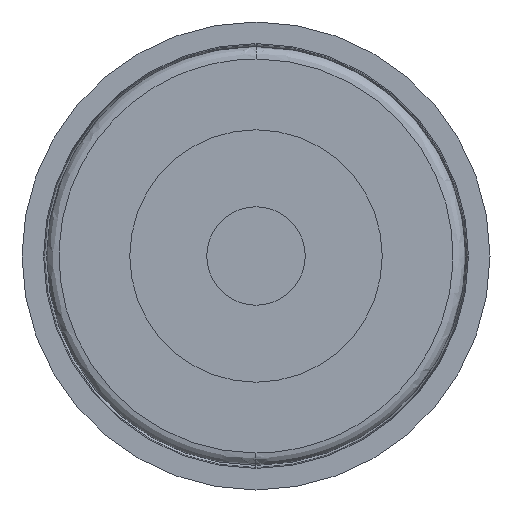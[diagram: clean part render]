
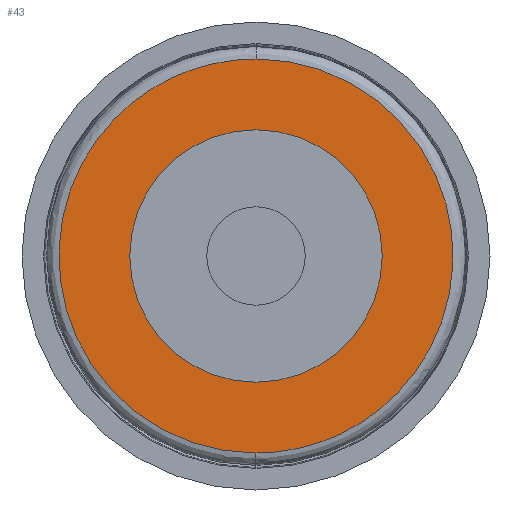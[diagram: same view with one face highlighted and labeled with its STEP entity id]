
A CAD part, front view. The second image highlights one B-rep face of the part: STEP entity #43.
In plain terms, the highlighted planar face has unit normal (0, -1, 0).
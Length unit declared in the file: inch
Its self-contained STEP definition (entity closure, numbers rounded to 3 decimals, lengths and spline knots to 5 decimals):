
#43 = ADVANCED_FACE ( 'NONE', ( #2810, #4840 ), #2273, .T. ) ;
#76 = DIRECTION ( 'NONE',  ( 0., 1., 0. ) ) ;
#237 = ORIENTED_EDGE ( 'NONE', *, *, #2060, .F. ) ;
#247 =( BOUNDED_CURVE ( )  B_SPLINE_CURVE ( 3, ( #4822, #2147, #619, #3309 ),
 .UNSPECIFIED., .F., .F. ) 
 B_SPLINE_CURVE_WITH_KNOTS ( ( 4, 4 ),
 ( 0., 1. ),
 .UNSPECIFIED. ) 
 CURVE ( )  GEOMETRIC_REPRESENTATION_ITEM ( )  RATIONAL_B_SPLINE_CURVE ( ( 1., 0.333, 0.333, 1. ) ) 
 REPRESENTATION_ITEM ( '' )  );
#343 = DIRECTION ( 'NONE',  ( 0., 0., -1. ) ) ;
#584 = VERTEX_POINT ( 'NONE', #2458 ) ;
#619 = CARTESIAN_POINT ( 'NONE',  ( -1.03442, 0.8464, 3.5127 ) ) ;
#685 = CARTESIAN_POINT ( 'NONE',  ( 1.48526, 0.8464, 1.44577 ) ) ;
#729 = CARTESIAN_POINT ( 'NONE',  ( 2.29235, 0.8464, 2.25286 ) ) ;
#854 = CIRCLE ( 'NONE', #4228, 0.80709 ) ;
#915 = VERTEX_POINT ( 'NONE', #1553 ) ;
#1032 = CARTESIAN_POINT ( 'NONE',  ( 1.48526, 0.8464, 3.5127 ) ) ;
#1243 = EDGE_LOOP ( 'NONE', ( #1595, #237 ) ) ;
#1419 = CARTESIAN_POINT ( 'NONE',  ( 4.00495, 0.8464, 0.99302 ) ) ;
#1553 = CARTESIAN_POINT ( 'NONE',  ( 1.48526, 0.8464, 0.99302 ) ) ;
#1595 = ORIENTED_EDGE ( 'NONE', *, *, #4596, .F. ) ;
#1792 = AXIS2_PLACEMENT_3D ( 'NONE', #729, #3043, #343 ) ;
#1998 = CARTESIAN_POINT ( 'NONE',  ( 1.48526, 0.8464, 3.05995 ) ) ;
#2060 = EDGE_CURVE ( 'NONE', #915, #584, #247, .T. ) ;
#2086 = DIRECTION ( 'NONE',  ( 0., 1., 0. ) ) ;
#2147 = CARTESIAN_POINT ( 'NONE',  ( -1.03442, 0.8464, 0.99302 ) ) ;
#2258 = VERTEX_POINT ( 'NONE', #685 ) ;
#2273 = PLANE ( 'NONE',  #1792 ) ;
#2398 = CARTESIAN_POINT ( 'NONE',  ( 1.48526, 0.8464, 2.25286 ) ) ;
#2410 = EDGE_CURVE ( 'NONE', #2438, #2258, #4573, .T. ) ;
#2438 = VERTEX_POINT ( 'NONE', #1998 ) ;
#2458 = CARTESIAN_POINT ( 'NONE',  ( 1.48526, 0.8464, 3.5127 ) ) ;
#2780 = DIRECTION ( 'NONE',  ( 0., 0., -1. ) ) ;
#2810 = FACE_BOUND ( 'NONE', #3589, .T. ) ;
#3013 = EDGE_CURVE ( 'NONE', #2258, #2438, #854, .T. ) ;
#3043 = DIRECTION ( 'NONE',  ( 0., -1., 0. ) ) ;
#3309 = CARTESIAN_POINT ( 'NONE',  ( 1.48526, 0.8464, 3.5127 ) ) ;
#3334 = CARTESIAN_POINT ( 'NONE',  ( 4.00495, 0.8464, 3.5127 ) ) ;
#3394 = AXIS2_PLACEMENT_3D ( 'NONE', #2398, #76, #2780 ) ;
#3497 = ORIENTED_EDGE ( 'NONE', *, *, #3013, .T. ) ;
#3589 = EDGE_LOOP ( 'NONE', ( #3497, #4059 ) ) ;
#4059 = ORIENTED_EDGE ( 'NONE', *, *, #2410, .T. ) ;
#4105 = CARTESIAN_POINT ( 'NONE',  ( 1.48526, 0.8464, 0.99302 ) ) ;
#4228 = AXIS2_PLACEMENT_3D ( 'NONE', #4393, #2086, #4767 ) ;
#4393 = CARTESIAN_POINT ( 'NONE',  ( 1.48526, 0.8464, 2.25286 ) ) ;
#4405 =( BOUNDED_CURVE ( )  B_SPLINE_CURVE ( 3, ( #1032, #3334, #1419, #4105 ),
 .UNSPECIFIED., .F., .F. ) 
 B_SPLINE_CURVE_WITH_KNOTS ( ( 4, 4 ),
 ( 0., 1. ),
 .UNSPECIFIED. ) 
 CURVE ( )  GEOMETRIC_REPRESENTATION_ITEM ( )  RATIONAL_B_SPLINE_CURVE ( ( 1., 0.333, 0.333, 1. ) ) 
 REPRESENTATION_ITEM ( '' )  );
#4573 = CIRCLE ( 'NONE', #3394, 0.80709 ) ;
#4596 = EDGE_CURVE ( 'NONE', #584, #915, #4405, .T. ) ;
#4767 = DIRECTION ( 'NONE',  ( 0., 0., -1. ) ) ;
#4822 = CARTESIAN_POINT ( 'NONE',  ( 1.48526, 0.8464, 0.99302 ) ) ;
#4840 = FACE_OUTER_BOUND ( 'NONE', #1243, .T. ) ;
